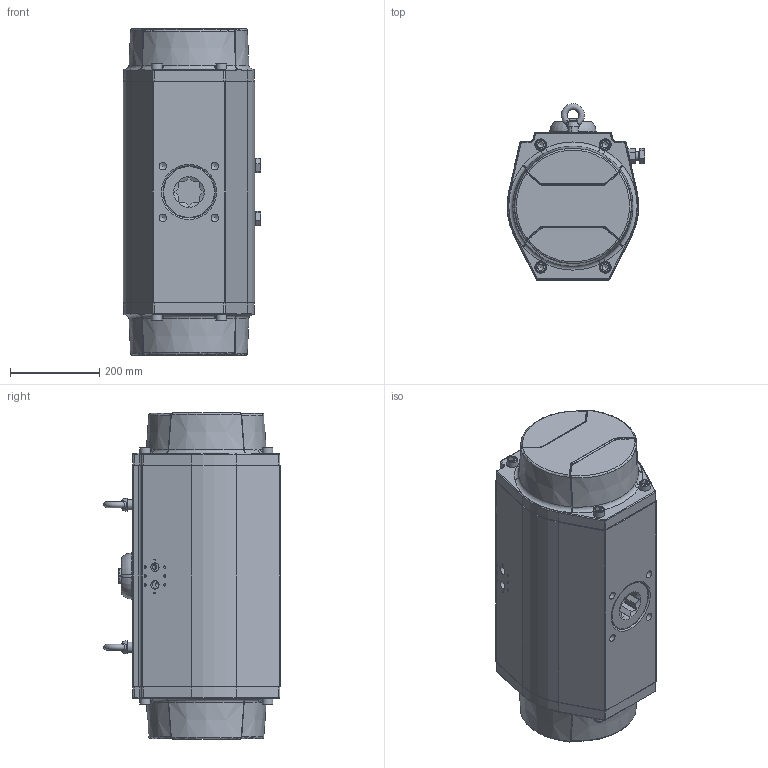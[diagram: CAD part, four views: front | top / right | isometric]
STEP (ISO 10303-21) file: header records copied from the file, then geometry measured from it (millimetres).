
FILE_DESCRIPTION(/* description */ (''),/* implementation_level */ '2;1');
FILE_NAME(/* name */ 'GTEA270装配体 - 20231122',/* time_stamp */ '2024-11-25T16:23:37+08:00',/* author */ ('Xiaofan.Zhang'),/* organization */ ('Rotork'),/* preprocessor_version */ 'ST-DEVELOPER v18.102',/* originating_system */ 'Solid Edge',/* authorisation */ 'Unknown');
FILE_SCHEMA (('AUTOMOTIVE_DESIGN {1 0 10303 214 3 1 1}'));
Length unit declared in the file: millimetre
Products named in the file (1): GTEA270蚾饜极 - 202311
Bounding box: 309.31 x 396.07 x 734 mm (x, y, z)
Surface area: 1442318.8 mm2 (no closed solid volume)
Topology: 0 solids, 41 shells, 758 faces, 2141 edges, 1368 vertices
Faces by surface type: plane 257, cylinder 168, bspline 122, cone 109, torus 102
Full cylindrical faces by diameter (mm): 4.2 x4, 5 x7, 10 x2, 12 x1, 17.5 x4, 19 x2, 20 x2, 24 x8, 30 x2, 60 x1, 66 x1, 118 x1, 270 x1
Entity records: 28434 total; most frequent: CARTESIAN_POINT 10433, DIRECTION 3489, ORIENTED_EDGE 3457, EDGE_CURVE 1976, AXIS2_PLACEMENT_3D 1411, VERTEX_POINT 1333, FACE_BOUND 936, EDGE_LOOP 911
